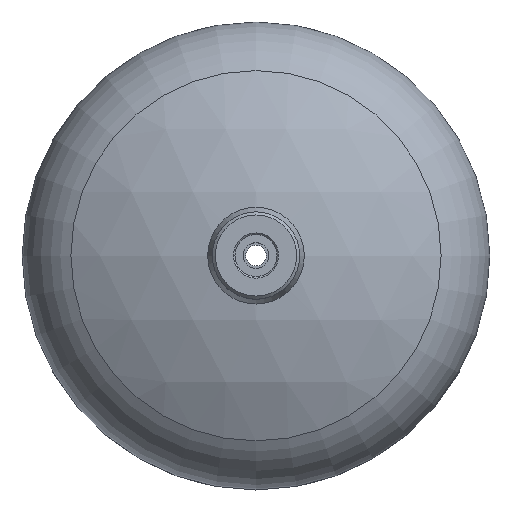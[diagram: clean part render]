
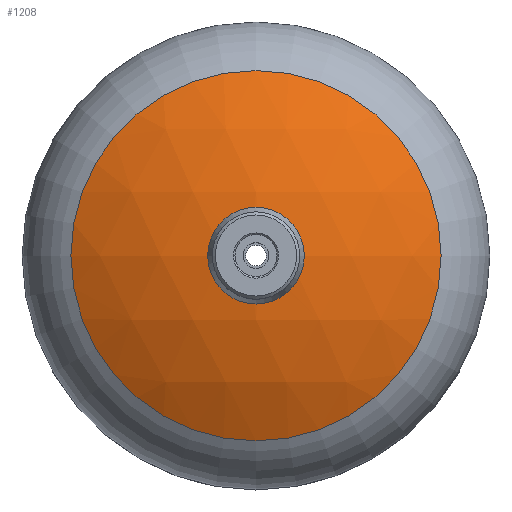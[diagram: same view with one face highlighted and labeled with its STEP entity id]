
A CAD part, top view. The second image highlights one B-rep face of the part: STEP entity #1208.
In plain terms, the highlighted spherical face has radius 124 mm.
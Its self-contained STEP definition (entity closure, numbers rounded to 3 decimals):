
#1113=CARTESIAN_POINT('',(57.527,54.993,4.25));
#1114=VERTEX_POINT('',#1113);
#1115=CARTESIAN_POINT('',(57.527,54.993,0.0));
#1116=DIRECTION('',(0.0,-1.0,0.0));
#1117=DIRECTION('',(0.0,0.0,-1.0));
#1118=AXIS2_PLACEMENT_3D('',#1115,#1116,#1117);
#1119=CIRCLE('',#1118,4.25);
#1120=EDGE_CURVE('',#1114,#1114,#1119,.T.);
#1182=CARTESIAN_POINT('',(-1.834,39.934,0.0));
#1183=VERTEX_POINT('',#1182);
#1184=CARTESIAN_POINT('',(57.527,39.934,0.0));
#1185=DIRECTION('',(0.0,1.0,0.0));
#1186=DIRECTION('',(-1.0,0.0,0.0));
#1187=AXIS2_PLACEMENT_3D('',#1184,#1185,#1186);
#1188=CIRCLE('',#1187,59.362);
#1189=EDGE_CURVE('',#1183,#1183,#1188,.T.);
#1197=CARTESIAN_POINT('',(57.527,-68.934,0.0));
#1198=DIRECTION('',(0.0,0.0,1.0));
#1199=DIRECTION('',(1.0,0.0,0.0));
#1200=AXIS2_PLACEMENT_3D('',#1197,#1198,#1199);
#1201=SPHERICAL_SURFACE('',#1200,124.);
#1202=ORIENTED_EDGE('',*,*,#1120,.T.);
#1203=EDGE_LOOP('',(#1202));
#1204=FACE_OUTER_BOUND('',#1203,.T.);
#1205=ORIENTED_EDGE('',*,*,#1189,.T.);
#1206=EDGE_LOOP('',(#1205));
#1207=FACE_BOUND('',#1206,.T.);
#1208=ADVANCED_FACE('',(#1204,#1207),#1201,.T.);
